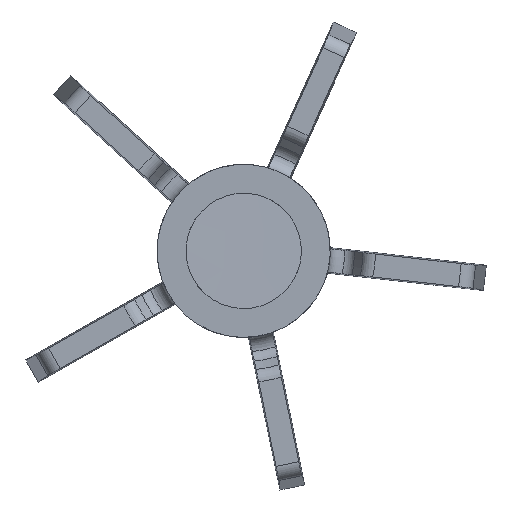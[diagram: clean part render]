
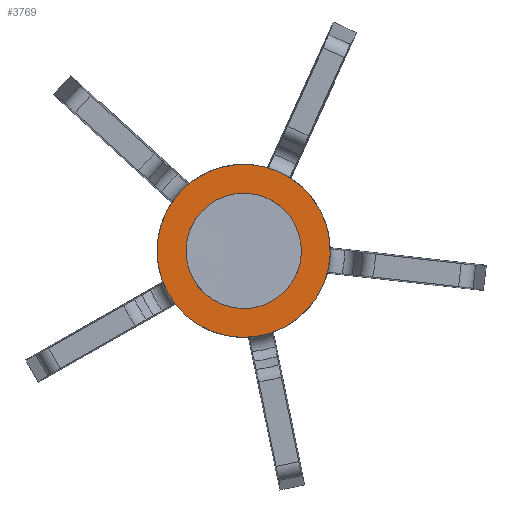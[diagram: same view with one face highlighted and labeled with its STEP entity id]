
A CAD part, front view. The second image highlights one B-rep face of the part: STEP entity #3769.
In plain terms, the highlighted planar face has unit normal (0, -1, 0).
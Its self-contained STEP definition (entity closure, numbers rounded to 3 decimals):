
#3769 = ADVANCED_FACE('',(#3770,#3811),#3785,.T.);
#3770 = FACE_BOUND('',#3771,.T.);
#3771 = EDGE_LOOP('',(#3772,#3796));
#3772 = ORIENTED_EDGE('',*,*,#3773,.T.);
#3773 = EDGE_CURVE('',#3774,#3776,#3778,.T.);
#3774 = VERTEX_POINT('',#3775);
#3775 = CARTESIAN_POINT('',(1902.133,-734.067,
    1164.246));
#3776 = VERTEX_POINT('',#3777);
#3777 = CARTESIAN_POINT('',(1897.75,-734.067,
    1160.179));
#3778 = SURFACE_CURVE('',#3779,(#3784),.PCURVE_S1.);
#3779 = CIRCLE('',#3780,3.);
#3780 = AXIS2_PLACEMENT_3D('',#3781,#3782,#3783);
#3781 = CARTESIAN_POINT('',(1900.111,-734.067,
    1162.031));
#3782 = DIRECTION('',(0.,-1.,0.));
#3783 = DIRECTION('',(0.674,0.,0.738));
#3784 = PCURVE('',#3785,#3790);
#3785 = PLANE('',#3786);
#3786 = AXIS2_PLACEMENT_3D('',#3787,#3788,#3789);
#3787 = CARTESIAN_POINT('',(1900.111,-734.067,
    1162.031));
#3788 = DIRECTION('',(0.,-1.,0.));
#3789 = DIRECTION('',(0.674,0.,0.738));
#3790 = DEFINITIONAL_REPRESENTATION('',(#3791),#3795);
#3791 = CIRCLE('',#3792,3.);
#3792 = AXIS2_PLACEMENT_2D('',#3793,#3794);
#3793 = CARTESIAN_POINT('',(0.,0.));
#3794 = DIRECTION('',(1.,0.));
#3795 = ( GEOMETRIC_REPRESENTATION_CONTEXT(2) 
PARAMETRIC_REPRESENTATION_CONTEXT() REPRESENTATION_CONTEXT('2D SPACE',''
  ) );
#3796 = ORIENTED_EDGE('',*,*,#3797,.T.);
#3797 = EDGE_CURVE('',#3776,#3774,#3798,.T.);
#3798 = SURFACE_CURVE('',#3799,(#3804),.PCURVE_S1.);
#3799 = CIRCLE('',#3800,3.);
#3800 = AXIS2_PLACEMENT_3D('',#3801,#3802,#3803);
#3801 = CARTESIAN_POINT('',(1900.111,-734.067,
    1162.031));
#3802 = DIRECTION('',(0.,-1.,0.));
#3803 = DIRECTION('',(0.674,0.,0.738));
#3804 = PCURVE('',#3785,#3805);
#3805 = DEFINITIONAL_REPRESENTATION('',(#3806),#3810);
#3806 = CIRCLE('',#3807,3.);
#3807 = AXIS2_PLACEMENT_2D('',#3808,#3809);
#3808 = CARTESIAN_POINT('',(0.,0.));
#3809 = DIRECTION('',(1.,0.));
#3810 = ( GEOMETRIC_REPRESENTATION_CONTEXT(2) 
PARAMETRIC_REPRESENTATION_CONTEXT() REPRESENTATION_CONTEXT('2D SPACE',''
  ) );
#3811 = FACE_BOUND('',#3812,.T.);
#3812 = EDGE_LOOP('',(#3813,#3832));
#3813 = ORIENTED_EDGE('',*,*,#3814,.F.);
#3814 = EDGE_CURVE('',#3815,#3817,#3819,.T.);
#3815 = VERTEX_POINT('',#3816);
#3816 = CARTESIAN_POINT('',(1901.459,-734.067,
    1163.508));
#3817 = VERTEX_POINT('',#3818);
#3818 = CARTESIAN_POINT('',(1898.762,-734.067,
    1160.554));
#3819 = SURFACE_CURVE('',#3820,(#3825),.PCURVE_S1.);
#3820 = CIRCLE('',#3821,2.);
#3821 = AXIS2_PLACEMENT_3D('',#3822,#3823,#3824);
#3822 = CARTESIAN_POINT('',(1900.111,-734.067,
    1162.031));
#3823 = DIRECTION('',(0.,-1.,0.));
#3824 = DIRECTION('',(0.674,0.,0.738));
#3825 = PCURVE('',#3785,#3826);
#3826 = DEFINITIONAL_REPRESENTATION('',(#3827),#3831);
#3827 = CIRCLE('',#3828,2.);
#3828 = AXIS2_PLACEMENT_2D('',#3829,#3830);
#3829 = CARTESIAN_POINT('',(0.,0.));
#3830 = DIRECTION('',(1.,0.));
#3831 = ( GEOMETRIC_REPRESENTATION_CONTEXT(2) 
PARAMETRIC_REPRESENTATION_CONTEXT() REPRESENTATION_CONTEXT('2D SPACE',''
  ) );
#3832 = ORIENTED_EDGE('',*,*,#3833,.F.);
#3833 = EDGE_CURVE('',#3817,#3815,#3834,.T.);
#3834 = SURFACE_CURVE('',#3835,(#3840),.PCURVE_S1.);
#3835 = CIRCLE('',#3836,2.);
#3836 = AXIS2_PLACEMENT_3D('',#3837,#3838,#3839);
#3837 = CARTESIAN_POINT('',(1900.111,-734.067,
    1162.031));
#3838 = DIRECTION('',(0.,-1.,0.));
#3839 = DIRECTION('',(0.674,0.,0.738));
#3840 = PCURVE('',#3785,#3841);
#3841 = DEFINITIONAL_REPRESENTATION('',(#3842),#3846);
#3842 = CIRCLE('',#3843,2.);
#3843 = AXIS2_PLACEMENT_2D('',#3844,#3845);
#3844 = CARTESIAN_POINT('',(0.,0.));
#3845 = DIRECTION('',(1.,0.));
#3846 = ( GEOMETRIC_REPRESENTATION_CONTEXT(2) 
PARAMETRIC_REPRESENTATION_CONTEXT() REPRESENTATION_CONTEXT('2D SPACE',''
  ) );
